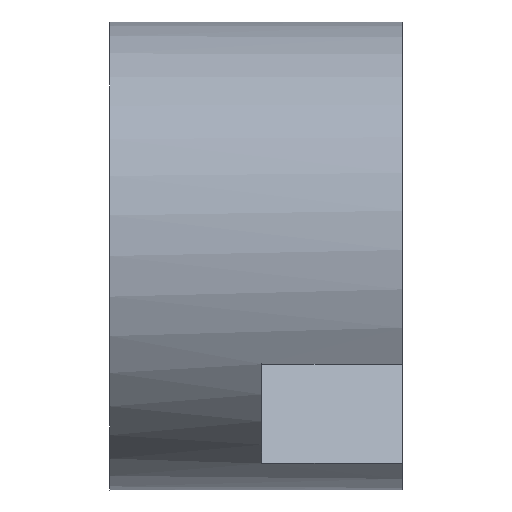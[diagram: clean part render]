
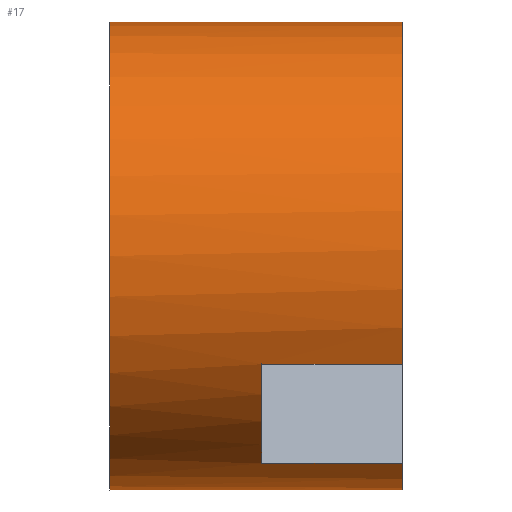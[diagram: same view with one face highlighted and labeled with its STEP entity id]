
A CAD part, left-side view. The second image highlights one B-rep face of the part: STEP entity #17.
In plain terms, the highlighted cylindrical face has radius 20 mm (diameter 40 mm), a full revolution.
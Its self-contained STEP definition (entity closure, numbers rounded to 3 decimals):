
#17 = ADVANCED_FACE('',(#18),#113,.T.);
#18 = FACE_BOUND('',#19,.F.);
#19 = EDGE_LOOP('',(#20,#29,#37,#46,#54,#63,#71,#80,#88,#97,#105,#112));
#20 = ORIENTED_EDGE('',*,*,#21,.F.);
#21 = EDGE_CURVE('',#22,#22,#24,.T.);
#22 = VERTEX_POINT('',#23);
#23 = CARTESIAN_POINT('',(20.,0.,0.));
#24 = CIRCLE('',#25,20.);
#25 = AXIS2_PLACEMENT_3D('',#26,#27,#28);
#26 = CARTESIAN_POINT('',(0.,0.,0.));
#27 = DIRECTION('',(0.,-1.,0.));
#28 = DIRECTION('',(1.,0.,0.));
#29 = ORIENTED_EDGE('',*,*,#30,.T.);
#30 = EDGE_CURVE('',#22,#31,#33,.T.);
#31 = VERTEX_POINT('',#32);
#32 = CARTESIAN_POINT('',(20.,-25.,0.));
#33 = LINE('',#34,#35);
#34 = CARTESIAN_POINT('',(20.,0.,0.));
#35 = VECTOR('',#36,1.);
#36 = DIRECTION('',(0.,-1.,0.));
#37 = ORIENTED_EDGE('',*,*,#38,.T.);
#38 = EDGE_CURVE('',#31,#39,#41,.T.);
#39 = VERTEX_POINT('',#40);
#40 = CARTESIAN_POINT('',(17.733,-25.,9.248));
#41 = CIRCLE('',#42,20.);
#42 = AXIS2_PLACEMENT_3D('',#43,#44,#45);
#43 = CARTESIAN_POINT('',(0.,-25.,0.));
#44 = DIRECTION('',(0.,-1.,0.));
#45 = DIRECTION('',(1.,0.,0.));
#46 = ORIENTED_EDGE('',*,*,#47,.T.);
#47 = EDGE_CURVE('',#39,#48,#50,.T.);
#48 = VERTEX_POINT('',#49);
#49 = CARTESIAN_POINT('',(17.733,-13.,9.248));
#50 = LINE('',#51,#52);
#51 = CARTESIAN_POINT('',(17.733,0.,
    9.248));
#52 = VECTOR('',#53,1.);
#53 = DIRECTION('',(0.,1.,0.));
#54 = ORIENTED_EDGE('',*,*,#55,.F.);
#55 = EDGE_CURVE('',#56,#48,#58,.T.);
#56 = VERTEX_POINT('',#57);
#57 = CARTESIAN_POINT('',(9.248,-13.,17.733));
#58 = CIRCLE('',#59,20.);
#59 = AXIS2_PLACEMENT_3D('',#60,#61,#62);
#60 = CARTESIAN_POINT('',(0.,-13.,0.));
#61 = DIRECTION('',(0.,1.,0.));
#62 = DIRECTION('',(1.,0.,0.));
#63 = ORIENTED_EDGE('',*,*,#64,.F.);
#64 = EDGE_CURVE('',#65,#56,#67,.T.);
#65 = VERTEX_POINT('',#66);
#66 = CARTESIAN_POINT('',(9.248,-25.,17.733));
#67 = LINE('',#68,#69);
#68 = CARTESIAN_POINT('',(9.248,0.,
    17.733));
#69 = VECTOR('',#70,1.);
#70 = DIRECTION('',(0.,1.,0.));
#71 = ORIENTED_EDGE('',*,*,#72,.T.);
#72 = EDGE_CURVE('',#65,#73,#75,.T.);
#73 = VERTEX_POINT('',#74);
#74 = CARTESIAN_POINT('',(-17.733,-25.,-9.248));
#75 = CIRCLE('',#76,20.);
#76 = AXIS2_PLACEMENT_3D('',#77,#78,#79);
#77 = CARTESIAN_POINT('',(0.,-25.,0.));
#78 = DIRECTION('',(0.,-1.,0.));
#79 = DIRECTION('',(1.,0.,0.));
#80 = ORIENTED_EDGE('',*,*,#81,.T.);
#81 = EDGE_CURVE('',#73,#82,#84,.T.);
#82 = VERTEX_POINT('',#83);
#83 = CARTESIAN_POINT('',(-17.733,-13.,-9.248));
#84 = LINE('',#85,#86);
#85 = CARTESIAN_POINT('',(-17.733,0.,
    -9.248));
#86 = VECTOR('',#87,1.);
#87 = DIRECTION('',(0.,1.,0.));
#88 = ORIENTED_EDGE('',*,*,#89,.F.);
#89 = EDGE_CURVE('',#90,#82,#92,.T.);
#90 = VERTEX_POINT('',#91);
#91 = CARTESIAN_POINT('',(-9.248,-13.,-17.733));
#92 = CIRCLE('',#93,20.);
#93 = AXIS2_PLACEMENT_3D('',#94,#95,#96);
#94 = CARTESIAN_POINT('',(0.,-13.,0.));
#95 = DIRECTION('',(0.,1.,0.));
#96 = DIRECTION('',(1.,0.,0.));
#97 = ORIENTED_EDGE('',*,*,#98,.F.);
#98 = EDGE_CURVE('',#99,#90,#101,.T.);
#99 = VERTEX_POINT('',#100);
#100 = CARTESIAN_POINT('',(-9.248,-25.,-17.733));
#101 = LINE('',#102,#103);
#102 = CARTESIAN_POINT('',(-9.248,0.,
    -17.733));
#103 = VECTOR('',#104,1.);
#104 = DIRECTION('',(0.,1.,0.));
#105 = ORIENTED_EDGE('',*,*,#106,.T.);
#106 = EDGE_CURVE('',#99,#31,#107,.T.);
#107 = CIRCLE('',#108,20.);
#108 = AXIS2_PLACEMENT_3D('',#109,#110,#111);
#109 = CARTESIAN_POINT('',(0.,-25.,0.));
#110 = DIRECTION('',(0.,-1.,0.));
#111 = DIRECTION('',(1.,0.,0.));
#112 = ORIENTED_EDGE('',*,*,#30,.F.);
#113 = CYLINDRICAL_SURFACE('',#114,20.);
#114 = AXIS2_PLACEMENT_3D('',#115,#116,#117);
#115 = CARTESIAN_POINT('',(0.,0.,0.));
#116 = DIRECTION('',(0.,1.,0.));
#117 = DIRECTION('',(1.,0.,0.));
